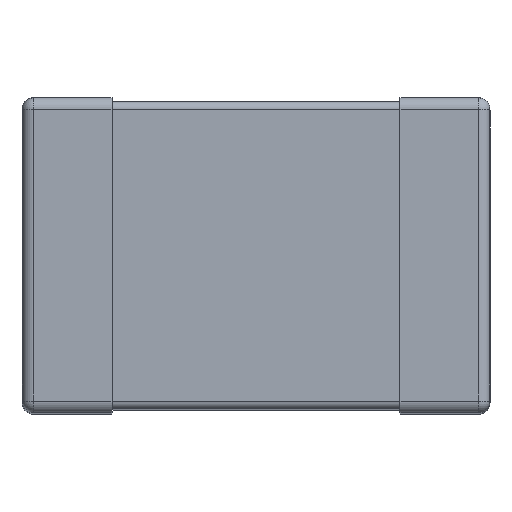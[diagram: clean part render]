
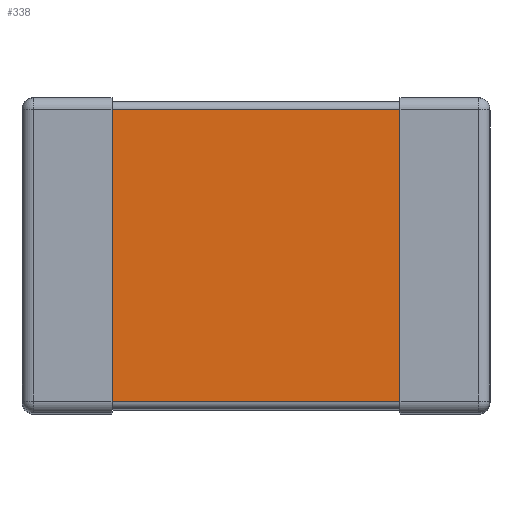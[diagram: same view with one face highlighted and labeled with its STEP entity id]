
A CAD part, top view. The second image highlights one B-rep face of the part: STEP entity #338.
In plain terms, the highlighted planar face has unit normal (0, 0, 1).
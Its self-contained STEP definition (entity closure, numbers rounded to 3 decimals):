
#32 = CARTESIAN_POINT ( 'NONE',  ( 0.16, 0.337, 0.496 ) ) ;
#41 = CARTESIAN_POINT ( 'NONE',  ( 500000., 0.337, 0.496 ) ) ;
#47 = LINE ( 'NONE', #56, #272 ) ;
#48 = LINE ( 'NONE', #32, #1185 ) ;
#55 = CARTESIAN_POINT ( 'NONE',  ( 0.16, 0.337, 0.496 ) ) ;
#56 = CARTESIAN_POINT ( 'NONE',  ( 500000., 0.013, 0.496 ) ) ;
#152 = CARTESIAN_POINT ( 'NONE',  ( -0.16, 0.337, 0.496 ) ) ;
#168 = VERTEX_POINT ( 'NONE', #799 ) ;
#237 = DIRECTION ( 'NONE',  ( 0., -1., 0. ) ) ;
#271 = ORIENTED_EDGE ( 'NONE', *, *, #296, .F. ) ;
#272 = VECTOR ( 'NONE', #840, 1000. ) ;
#296 = EDGE_CURVE ( 'NONE', #502, #351, #47, .T. ) ;
#311 = EDGE_CURVE ( 'NONE', #709, #168, #924, .T. ) ;
#338 = ADVANCED_FACE ( 'NONE', ( #353 ), #1029, .F. ) ;
#341 = EDGE_CURVE ( 'NONE', #168, #351, #344, .T. ) ;
#344 = LINE ( 'NONE', #152, #405 ) ;
#351 = VERTEX_POINT ( 'NONE', #547 ) ;
#353 = FACE_OUTER_BOUND ( 'NONE', #879, .T. ) ;
#405 = VECTOR ( 'NONE', #726, 1000. ) ;
#502 = VERTEX_POINT ( 'NONE', #1270 ) ;
#516 = ORIENTED_EDGE ( 'NONE', *, *, #311, .T. ) ;
#547 = CARTESIAN_POINT ( 'NONE',  ( -0.16, 0.013, 0.496 ) ) ;
#581 = AXIS2_PLACEMENT_3D ( 'NONE', #41, #822, #643 ) ;
#643 = DIRECTION ( 'NONE',  ( -1., 0., 0. ) ) ;
#709 = VERTEX_POINT ( 'NONE', #55 ) ;
#726 = DIRECTION ( 'NONE',  ( 0., -1., 0. ) ) ;
#799 = CARTESIAN_POINT ( 'NONE',  ( -0.16, 0.337, 0.496 ) ) ;
#822 = DIRECTION ( 'NONE',  ( 0., 0., -1. ) ) ;
#832 = DIRECTION ( 'NONE',  ( -1., 0., 0. ) ) ;
#840 = DIRECTION ( 'NONE',  ( -1., 0., 0. ) ) ;
#879 = EDGE_LOOP ( 'NONE', ( #1129, #516, #899, #271 ) ) ;
#899 = ORIENTED_EDGE ( 'NONE', *, *, #341, .T. ) ;
#924 = LINE ( 'NONE', #1131, #1098 ) ;
#1029 = PLANE ( 'NONE',  #581 ) ;
#1076 = EDGE_CURVE ( 'NONE', #709, #502, #48, .T. ) ;
#1098 = VECTOR ( 'NONE', #832, 1000. ) ;
#1129 = ORIENTED_EDGE ( 'NONE', *, *, #1076, .F. ) ;
#1131 = CARTESIAN_POINT ( 'NONE',  ( 500000., 0.337, 0.496 ) ) ;
#1185 = VECTOR ( 'NONE', #237, 1000. ) ;
#1270 = CARTESIAN_POINT ( 'NONE',  ( 0.16, 0.013, 0.496 ) ) ;
